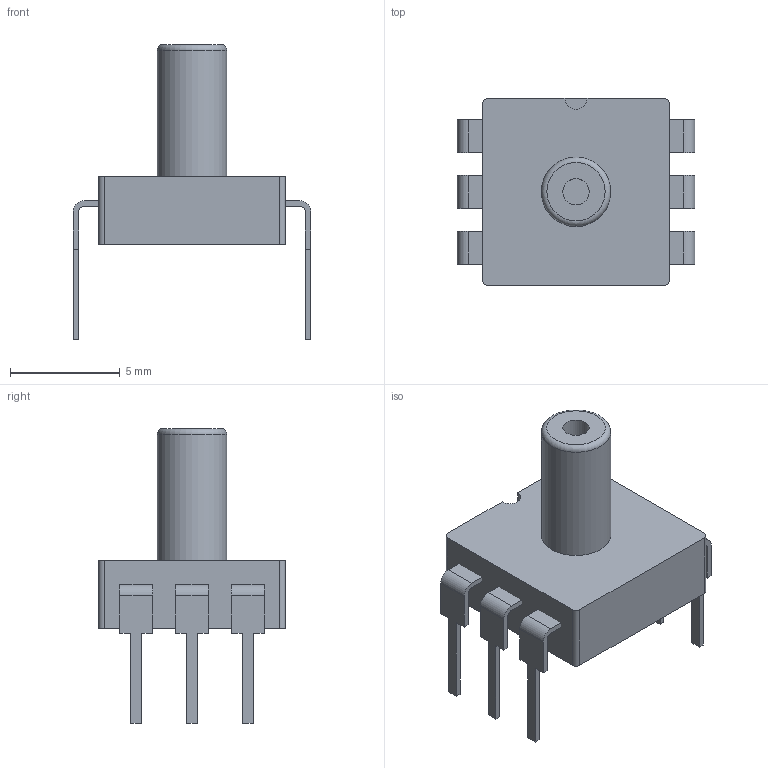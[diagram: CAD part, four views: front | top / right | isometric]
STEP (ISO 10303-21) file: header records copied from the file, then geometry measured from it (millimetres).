
FILE_DESCRIPTION(/* description */ (''),/* implementation_level */ '2;1');
FILE_NAME(/* name */ 'XGZP6857D.step',/* time_stamp */ '2022-04-29T10:39:19-04:00',/* author */ (''),/* organization */ (''),/* preprocessor_version */ 'ST-DEVELOPER v18.1',/* originating_system */ 'Autodesk Translation Framework v10.14.0.1471',/* authorisation */ '');
FILE_SCHEMA (('AUTOMOTIVE_DESIGN { 1 0 10303 214 3 1 1 }'));
Length unit declared in the file: millimetre
Products named in the file (2): (Unsaved); Component1
Assembly tree (1 placements, depth 2):
  (Unsaved)
    Component1
Bounding box: 10.8 x 8.5 x 13.4 mm (x, y, z)
Volume: 282.3 mm3; surface area: 520.3 mm2
Topology: 4 solids, 4 shells, 83 faces, 218 edges, 145 vertices
Faces by surface type: plane 63, cylinder 19, torus 1
Full cylindrical faces by diameter (mm): 1.2 x1, 3.15 x1
Entity records: 2608 total; most frequent: CARTESIAN_POINT 449, ORIENTED_EDGE 436, DIRECTION 430, EDGE_CURVE 218, LINE 178, VECTOR 178, VERTEX_POINT 145, AXIS2_PLACEMENT_3D 126
